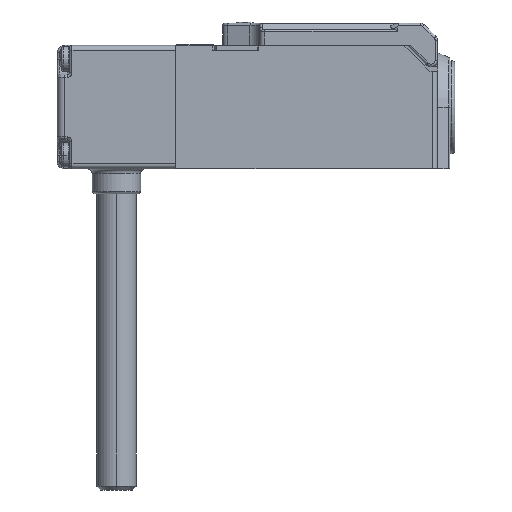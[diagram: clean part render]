
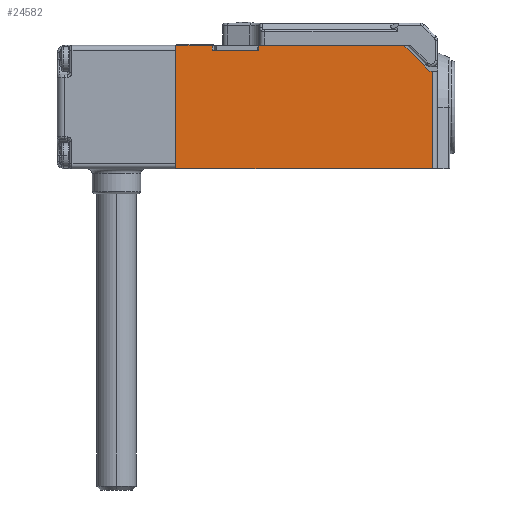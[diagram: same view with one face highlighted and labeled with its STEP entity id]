
A CAD part, left-side view. The second image highlights one B-rep face of the part: STEP entity #24582.
In plain terms, the highlighted planar face has unit normal (-1, 0, 0).
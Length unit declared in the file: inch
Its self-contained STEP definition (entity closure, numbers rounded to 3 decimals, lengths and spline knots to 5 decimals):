
#961 = ORIENTED_EDGE ( 'NONE', *, *, #41957, .F. ) ;
#1748 = CARTESIAN_POINT ( 'NONE',  ( -0.49213, 0.26772, 0.98425 ) ) ;
#1799 = VERTEX_POINT ( 'NONE', #47316 ) ;
#1869 = LINE ( 'NONE', #1748, #57277 ) ;
#3591 = CARTESIAN_POINT ( 'NONE',  ( -0.49213, 1.77165, 0.94488 ) ) ;
#3611 = VERTEX_POINT ( 'NONE', #40746 ) ;
#4754 = CARTESIAN_POINT ( 'NONE',  ( -0.49213, 0.06299, 0.77953 ) ) ;
#5533 = VERTEX_POINT ( 'NONE', #22017 ) ;
#6251 = CARTESIAN_POINT ( 'NONE',  ( -0.49213, 1.4252, 0.94488 ) ) ;
#6486 = LINE ( 'NONE', #10976, #18489 ) ;
#7775 = CARTESIAN_POINT ( 'NONE',  ( -0.49213, 2.08661, 0. ) ) ;
#8027 = EDGE_CURVE ( 'NONE', #1799, #18015, #24501, .T. ) ;
#8690 = VECTOR ( 'NONE', #41566, 39.37008 ) ;
#8854 = DIRECTION ( 'NONE',  ( 0., 0., 1. ) ) ;
#9028 = CARTESIAN_POINT ( 'NONE',  ( -0.49213, 1.79372, 0.98425 ) ) ;
#9652 = ORIENTED_EDGE ( 'NONE', *, *, #11636, .T. ) ;
#9939 = DIRECTION ( 'NONE',  ( 0., 0., -1. ) ) ;
#10039 = CARTESIAN_POINT ( 'NONE',  ( -0.49213, 0.03937, 0. ) ) ;
#10643 = CARTESIAN_POINT ( 'NONE',  ( -0.49213, 0.03937, 0.98425 ) ) ;
#10809 = ORIENTED_EDGE ( 'NONE', *, *, #39524, .F. ) ;
#10976 = CARTESIAN_POINT ( 'NONE',  ( -0.49213, 2.08661, 0.98425 ) ) ;
#11037 = VECTOR ( 'NONE', #8854, 39.37008 ) ;
#11094 = VECTOR ( 'NONE', #46527, 39.37008 ) ;
#11636 = EDGE_CURVE ( 'NONE', #18015, #33989, #33950, .T. ) ;
#11875 = ORIENTED_EDGE ( 'NONE', *, *, #8027, .T. ) ;
#12576 = DIRECTION ( 'NONE',  ( 0., -1., 0. ) ) ;
#14668 = CARTESIAN_POINT ( 'NONE',  ( -0.49213, 2.08661, 0. ) ) ;
#15491 = DIRECTION ( 'NONE',  ( 0., -1., 0. ) ) ;
#17093 = CARTESIAN_POINT ( 'NONE',  ( -0.49213, 2.08661, 0.98425 ) ) ;
#17978 = CARTESIAN_POINT ( 'NONE',  ( -0.49213, 0.06299, 0.77953 ) ) ;
#18015 = VERTEX_POINT ( 'NONE', #31744 ) ;
#18489 = VECTOR ( 'NONE', #15491, 39.37008 ) ;
#19035 = VERTEX_POINT ( 'NONE', #7775 ) ;
#21459 = VECTOR ( 'NONE', #33208, 39.37008 ) ;
#21664 = DIRECTION ( 'NONE',  ( 1., 0., 0. ) ) ;
#21998 = VECTOR ( 'NONE', #46552, 39.37008 ) ;
#22017 = CARTESIAN_POINT ( 'NONE',  ( -0.49213, 0.26772, 0.98425 ) ) ;
#22839 = CARTESIAN_POINT ( 'NONE',  ( -0.49213, 1.4252, 0.94488 ) ) ;
#24501 = LINE ( 'NONE', #9028, #11037 ) ;
#24582 = ADVANCED_FACE ( 'NONE', ( #57875 ), #43951, .F. ) ;
#27253 = VERTEX_POINT ( 'NONE', #4754 ) ;
#27547 = VERTEX_POINT ( 'NONE', #42516 ) ;
#28882 = DIRECTION ( 'NONE',  ( 0., -0.707, -0.707 ) ) ;
#30083 = CARTESIAN_POINT ( 'NONE',  ( -0.49213, 2.08661, 0.98425 ) ) ;
#31744 = CARTESIAN_POINT ( 'NONE',  ( -0.49213, 1.79372, 0.98425 ) ) ;
#33208 = DIRECTION ( 'NONE',  ( 0., 0., 1. ) ) ;
#33403 = LINE ( 'NONE', #6251, #21459 ) ;
#33852 = EDGE_CURVE ( 'NONE', #27547, #5533, #6486, .T. ) ;
#33950 = LINE ( 'NONE', #42098, #21998 ) ;
#33989 = VERTEX_POINT ( 'NONE', #30083 ) ;
#34101 = VECTOR ( 'NONE', #9939, 39.37008 ) ;
#34358 = LINE ( 'NONE', #17978, #57943 ) ;
#36166 = ORIENTED_EDGE ( 'NONE', *, *, #43054, .T. ) ;
#36418 = LINE ( 'NONE', #10643, #11094 ) ;
#36877 = LINE ( 'NONE', #54551, #34101 ) ;
#39262 = EDGE_CURVE ( 'NONE', #5533, #27253, #1869, .T. ) ;
#39356 = ORIENTED_EDGE ( 'NONE', *, *, #39262, .F. ) ;
#39383 = EDGE_LOOP ( 'NONE', ( #11875, #9652, #36166, #49547, #48027, #10809, #39356, #47888, #961, #45957 ) ) ;
#39524 = EDGE_CURVE ( 'NONE', #27253, #3611, #34358, .T. ) ;
#39783 = EDGE_CURVE ( 'NONE', #57162, #3611, #36418, .T. ) ;
#40746 = CARTESIAN_POINT ( 'NONE',  ( -0.49213, 0.03937, 0.77953 ) ) ;
#41566 = DIRECTION ( 'NONE',  ( 0., -1., 0. ) ) ;
#41957 = EDGE_CURVE ( 'NONE', #58133, #27547, #33403, .T. ) ;
#42098 = CARTESIAN_POINT ( 'NONE',  ( -0.49213, 2.08661, 0.98425 ) ) ;
#42516 = CARTESIAN_POINT ( 'NONE',  ( -0.49213, 1.4252, 0.98425 ) ) ;
#42802 = EDGE_CURVE ( 'NONE', #1799, #58133, #46641, .T. ) ;
#43054 = EDGE_CURVE ( 'NONE', #33989, #19035, #36877, .T. ) ;
#43076 = EDGE_CURVE ( 'NONE', #19035, #57162, #44512, .T. ) ;
#43951 = PLANE ( 'NONE',  #57110 ) ;
#44512 = LINE ( 'NONE', #14668, #8690 ) ;
#45957 = ORIENTED_EDGE ( 'NONE', *, *, #42802, .F. ) ;
#46527 = DIRECTION ( 'NONE',  ( 0., 0., 1. ) ) ;
#46552 = DIRECTION ( 'NONE',  ( 0., 1., 0. ) ) ;
#46641 = LINE ( 'NONE', #3591, #54239 ) ;
#47316 = CARTESIAN_POINT ( 'NONE',  ( -0.49213, 1.79372, 0.94488 ) ) ;
#47888 = ORIENTED_EDGE ( 'NONE', *, *, #33852, .F. ) ;
#48027 = ORIENTED_EDGE ( 'NONE', *, *, #39783, .T. ) ;
#49270 = DIRECTION ( 'NONE',  ( 0., -1., 0. ) ) ;
#49547 = ORIENTED_EDGE ( 'NONE', *, *, #43076, .T. ) ;
#52891 = DIRECTION ( 'NONE',  ( 0., 1., 0. ) ) ;
#54239 = VECTOR ( 'NONE', #12576, 39.37008 ) ;
#54551 = CARTESIAN_POINT ( 'NONE',  ( -0.49213, 2.08661, 0.98425 ) ) ;
#57110 = AXIS2_PLACEMENT_3D ( 'NONE', #17093, #21664, #52891 ) ;
#57162 = VERTEX_POINT ( 'NONE', #10039 ) ;
#57277 = VECTOR ( 'NONE', #28882, 39.37008 ) ;
#57875 = FACE_OUTER_BOUND ( 'NONE', #39383, .T. ) ;
#57943 = VECTOR ( 'NONE', #49270, 39.37008 ) ;
#58133 = VERTEX_POINT ( 'NONE', #22839 ) ;
